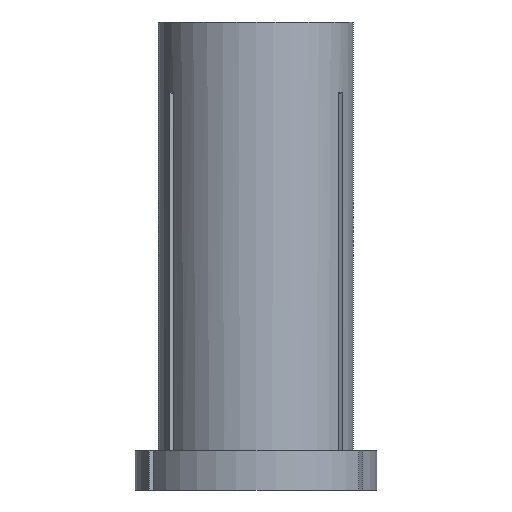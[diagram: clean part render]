
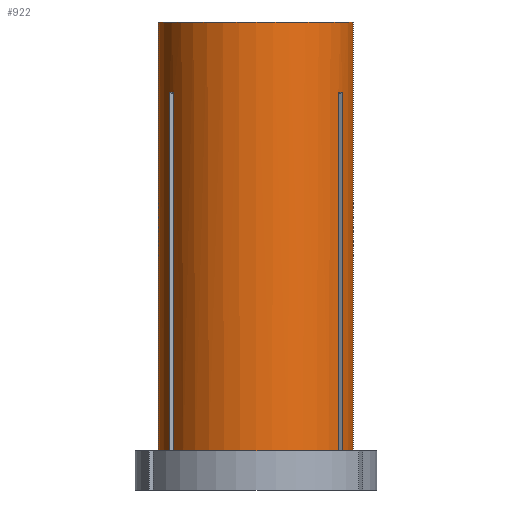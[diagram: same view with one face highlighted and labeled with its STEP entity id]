
A CAD part, front view. The second image highlights one B-rep face of the part: STEP entity #922.
In plain terms, the highlighted cylindrical face has radius 12.5 mm (diameter 25 mm), a partial arc.
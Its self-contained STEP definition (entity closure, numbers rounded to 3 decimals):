
#26 = AXIS2_PLACEMENT_3D ( 'NONE', #215, #1023, #952 ) ;
#28 = CARTESIAN_POINT ( 'NONE',  ( 12.5, 0., 0. ) ) ;
#37 = CARTESIAN_POINT ( 'NONE',  ( 12.5, 0., -55. ) ) ;
#52 = DIRECTION ( 'NONE',  ( 0., 0., 1. ) ) ;
#69 = ORIENTED_EDGE ( 'NONE', *, *, #1062, .T. ) ;
#81 = CARTESIAN_POINT ( 'NONE',  ( -12.5, 0., -55. ) ) ;
#99 = CARTESIAN_POINT ( 'NONE',  ( 11.067, -5.812, -55. ) ) ;
#122 = VECTOR ( 'NONE', #393, 1000. ) ;
#128 = ORIENTED_EDGE ( 'NONE', *, *, #774, .T. ) ;
#143 = ORIENTED_EDGE ( 'NONE', *, *, #1027, .T. ) ;
#146 = ORIENTED_EDGE ( 'NONE', *, *, #525, .F. ) ;
#147 = CARTESIAN_POINT ( 'NONE',  ( -12.5, 0., 0. ) ) ;
#162 = DIRECTION ( 'NONE',  ( 1., 0., 0. ) ) ;
#163 = VERTEX_POINT ( 'NONE', #799 ) ;
#178 = CARTESIAN_POINT ( 'NONE',  ( -10.989, -5.959, -9.001 ) ) ;
#185 = CARTESIAN_POINT ( 'NONE',  ( -11.067, -5.812, 0. ) ) ;
#188 = ORIENTED_EDGE ( 'NONE', *, *, #467, .T. ) ;
#208 = B_SPLINE_CURVE_WITH_KNOTS ( 'NONE', 3,
 ( #423, #659, #1052, #446, #458 ),
 .UNSPECIFIED., .F., .F.,
 ( 4, 1, 4 ),
 ( 0.08, 0.081, 0.081 ),
 .UNSPECIFIED. ) ;
#215 = CARTESIAN_POINT ( 'NONE',  ( 0., 0., -55. ) ) ;
#232 = AXIS2_PLACEMENT_3D ( 'NONE', #904, #241, #162 ) ;
#235 = CYLINDRICAL_SURFACE ( 'NONE', #758, 12.5 ) ;
#241 = DIRECTION ( 'NONE',  ( 0., 0., 1. ) ) ;
#275 = DIRECTION ( 'NONE',  ( 1., 0., 0. ) ) ;
#283 = ORIENTED_EDGE ( 'NONE', *, *, #702, .F. ) ;
#288 = B_SPLINE_CURVE_WITH_KNOTS ( 'NONE', 3,
 ( #1115, #178, #981, #444, #906 ),
 .UNSPECIFIED., .F., .F.,
 ( 4, 1, 4 ),
 ( 0.074, 0.074, 0.075 ),
 .UNSPECIFIED. ) ;
#305 = VERTEX_POINT ( 'NONE', #99 ) ;
#309 = LINE ( 'NONE', #767, #968 ) ;
#321 = CARTESIAN_POINT ( 'NONE',  ( 12.5, 0., 0. ) ) ;
#324 = CIRCLE ( 'NONE', #26, 12.5 ) ;
#350 = VERTEX_POINT ( 'NONE', #28 ) ;
#359 = ORIENTED_EDGE ( 'NONE', *, *, #931, .T. ) ;
#393 = DIRECTION ( 'NONE',  ( 0., 0., 1. ) ) ;
#402 = VERTEX_POINT ( 'NONE', #951 ) ;
#403 = CARTESIAN_POINT ( 'NONE',  ( -10.567, -6.678, -9.004 ) ) ;
#423 = CARTESIAN_POINT ( 'NONE',  ( 10.567, -6.678, -9.004 ) ) ;
#429 = EDGE_CURVE ( 'NONE', #1012, #706, #602, .T. ) ;
#430 = DIRECTION ( 'NONE',  ( 0., 0., 1. ) ) ;
#431 = ORIENTED_EDGE ( 'NONE', *, *, #882, .T. ) ;
#444 = CARTESIAN_POINT ( 'NONE',  ( -10.656, -6.536, -9.001 ) ) ;
#446 = CARTESIAN_POINT ( 'NONE',  ( 10.989, -5.96, -9.001 ) ) ;
#458 = CARTESIAN_POINT ( 'NONE',  ( 11.067, -5.812, -9.004 ) ) ;
#467 = EDGE_CURVE ( 'NONE', #581, #350, #903, .T. ) ;
#469 = FACE_OUTER_BOUND ( 'NONE', #890, .T. ) ;
#499 = DIRECTION ( 'NONE',  ( 1., 0., 0. ) ) ;
#525 = EDGE_CURVE ( 'NONE', #576, #350, #893, .T. ) ;
#576 = VERTEX_POINT ( 'NONE', #147 ) ;
#581 = VERTEX_POINT ( 'NONE', #37 ) ;
#602 = CIRCLE ( 'NONE', #232, 12.5 ) ;
#607 = CARTESIAN_POINT ( 'NONE',  ( -12.5, 0., 0. ) ) ;
#647 = CARTESIAN_POINT ( 'NONE',  ( 0., 0., -55. ) ) ;
#654 = DIRECTION ( 'NONE',  ( 0., 0., 1. ) ) ;
#659 = CARTESIAN_POINT ( 'NONE',  ( 10.656, -6.537, -9.001 ) ) ;
#665 = CARTESIAN_POINT ( 'NONE',  ( 10.567, -6.678, 0. ) ) ;
#669 = VERTEX_POINT ( 'NONE', #403 ) ;
#680 = AXIS2_PLACEMENT_3D ( 'NONE', #943, #1077, #499 ) ;
#694 = AXIS2_PLACEMENT_3D ( 'NONE', #647, #997, #707 ) ;
#702 = EDGE_CURVE ( 'NONE', #305, #932, #309, .T. ) ;
#705 = ORIENTED_EDGE ( 'NONE', *, *, #1114, .F. ) ;
#706 = VERTEX_POINT ( 'NONE', #1049 ) ;
#707 = DIRECTION ( 'NONE',  ( 1., 0., 0. ) ) ;
#713 = CARTESIAN_POINT ( 'NONE',  ( 0., 0., 0. ) ) ;
#754 = ORIENTED_EDGE ( 'NONE', *, *, #771, .F. ) ;
#758 = AXIS2_PLACEMENT_3D ( 'NONE', #713, #654, #275 ) ;
#764 = DIRECTION ( 'NONE',  ( 0., 0., 1. ) ) ;
#767 = CARTESIAN_POINT ( 'NONE',  ( 11.067, -5.812, 0. ) ) ;
#771 = EDGE_CURVE ( 'NONE', #1012, #576, #908, .T. ) ;
#773 = CARTESIAN_POINT ( 'NONE',  ( -11.067, -5.812, -9.004 ) ) ;
#774 = EDGE_CURVE ( 'NONE', #901, #669, #288, .T. ) ;
#799 = CARTESIAN_POINT ( 'NONE',  ( 10.567, -6.678, -55. ) ) ;
#808 = CARTESIAN_POINT ( 'NONE',  ( -10.567, -6.678, -55. ) ) ;
#815 = LINE ( 'NONE', #1007, #996 ) ;
#835 = ORIENTED_EDGE ( 'NONE', *, *, #429, .T. ) ;
#850 = DIRECTION ( 'NONE',  ( 0., 0., 1. ) ) ;
#859 = DIRECTION ( 'NONE',  ( 0., 0., 1. ) ) ;
#862 = VECTOR ( 'NONE', #52, 1000. ) ;
#866 = VERTEX_POINT ( 'NONE', #808 ) ;
#882 = EDGE_CURVE ( 'NONE', #402, #932, #208, .T. ) ;
#890 = EDGE_LOOP ( 'NONE', ( #754, #835, #143, #128, #705, #359, #1098, #431, #283, #69, #188, #146 ) ) ;
#893 = CIRCLE ( 'NONE', #680, 12.5 ) ;
#901 = VERTEX_POINT ( 'NONE', #773 ) ;
#903 = LINE ( 'NONE', #321, #862 ) ;
#904 = CARTESIAN_POINT ( 'NONE',  ( 0., 0., -55. ) ) ;
#906 = CARTESIAN_POINT ( 'NONE',  ( -10.567, -6.678, -9.004 ) ) ;
#908 = LINE ( 'NONE', #607, #1068 ) ;
#922 = ADVANCED_FACE ( 'NONE', ( #469 ), #235, .T. ) ;
#931 = EDGE_CURVE ( 'NONE', #866, #163, #1121, .T. ) ;
#932 = VERTEX_POINT ( 'NONE', #950 ) ;
#943 = CARTESIAN_POINT ( 'NONE',  ( 0., 0., 0. ) ) ;
#950 = CARTESIAN_POINT ( 'NONE',  ( 11.067, -5.812, -9.004 ) ) ;
#951 = CARTESIAN_POINT ( 'NONE',  ( 10.567, -6.678, -9.004 ) ) ;
#952 = DIRECTION ( 'NONE',  ( 1., 0., 0. ) ) ;
#968 = VECTOR ( 'NONE', #430, 1000. ) ;
#980 = EDGE_CURVE ( 'NONE', #163, #402, #1076, .T. ) ;
#981 = CARTESIAN_POINT ( 'NONE',  ( -10.829, -6.25, -8.999 ) ) ;
#996 = VECTOR ( 'NONE', #859, 1000. ) ;
#997 = DIRECTION ( 'NONE',  ( 0., 0., 1. ) ) ;
#1007 = CARTESIAN_POINT ( 'NONE',  ( -10.567, -6.678, 0. ) ) ;
#1012 = VERTEX_POINT ( 'NONE', #81 ) ;
#1023 = DIRECTION ( 'NONE',  ( 0., 0., 1. ) ) ;
#1027 = EDGE_CURVE ( 'NONE', #706, #901, #1042, .T. ) ;
#1042 = LINE ( 'NONE', #185, #122 ) ;
#1049 = CARTESIAN_POINT ( 'NONE',  ( -11.067, -5.812, -55. ) ) ;
#1052 = CARTESIAN_POINT ( 'NONE',  ( 10.828, -6.252, -8.999 ) ) ;
#1062 = EDGE_CURVE ( 'NONE', #305, #581, #324, .T. ) ;
#1068 = VECTOR ( 'NONE', #850, 1000. ) ;
#1076 = LINE ( 'NONE', #665, #1095 ) ;
#1077 = DIRECTION ( 'NONE',  ( 0., 0., 1. ) ) ;
#1095 = VECTOR ( 'NONE', #764, 1000. ) ;
#1098 = ORIENTED_EDGE ( 'NONE', *, *, #980, .T. ) ;
#1114 = EDGE_CURVE ( 'NONE', #866, #669, #815, .T. ) ;
#1115 = CARTESIAN_POINT ( 'NONE',  ( -11.067, -5.812, -9.004 ) ) ;
#1121 = CIRCLE ( 'NONE', #694, 12.5 ) ;
